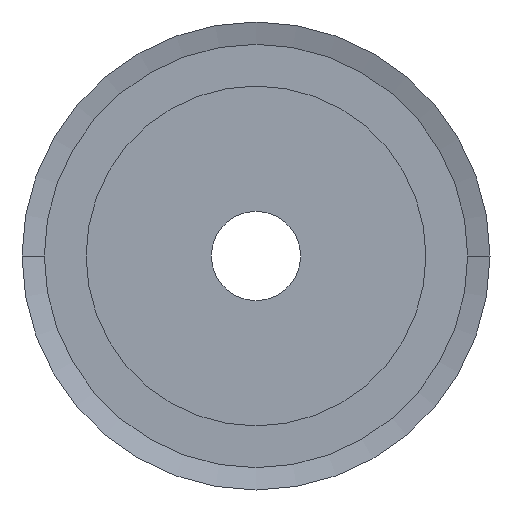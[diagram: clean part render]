
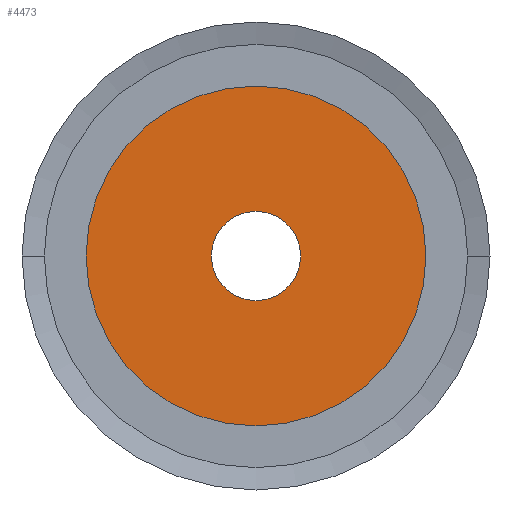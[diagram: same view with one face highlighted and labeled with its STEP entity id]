
A CAD part, left-side view. The second image highlights one B-rep face of the part: STEP entity #4473.
In plain terms, the highlighted planar face has unit normal (-1, 0, 0).
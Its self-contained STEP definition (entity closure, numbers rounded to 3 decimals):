
#4428=CARTESIAN_POINT('',(0.,0.,0.));
#4429=DIRECTION('',(1.,0.,0.));
#4430=DIRECTION('',(0.,0.,-1.));
#4431=AXIS2_PLACEMENT_3D('',#4428,#4429,#4430);
#4432=PLANE('',#4431);
#4433=CARTESIAN_POINT('',(0.,0.,15.25));
#4434=VERTEX_POINT('',#4433);
#4435=CARTESIAN_POINT('',(0.,-0.,-15.25));
#4436=VERTEX_POINT('',#4435);
#4437=CARTESIAN_POINT('',(0.,0.,0.));
#4438=DIRECTION('',(1.,0.,0.));
#4439=DIRECTION('',(0.,0.,-1.));
#4440=AXIS2_PLACEMENT_3D('',#4437,#4438,#4439);
#4441=CIRCLE('',#4440,15.25);
#4442=EDGE_CURVE('',#4434,#4436,#4441,.T.);
#4443=ORIENTED_EDGE('',*,*,#4442,.F.);
#4444=CARTESIAN_POINT('',(0.,0.,0.));
#4445=DIRECTION('',(1.,0.,0.));
#4446=DIRECTION('',(0.,0.,-1.));
#4447=AXIS2_PLACEMENT_3D('',#4444,#4445,#4446);
#4448=CIRCLE('',#4447,15.25);
#4449=EDGE_CURVE('',#4436,#4434,#4448,.T.);
#4450=ORIENTED_EDGE('',*,*,#4449,.F.);
#4451=EDGE_LOOP('',(#4443,#4450));
#4452=FACE_BOUND('',#4451,.T.);
#4453=CARTESIAN_POINT('',(0.,-0.,-4.));
#4454=VERTEX_POINT('',#4453);
#4455=CARTESIAN_POINT('',(0.,0.,4.));
#4456=VERTEX_POINT('',#4455);
#4457=CARTESIAN_POINT('',(0.,0.,0.));
#4458=DIRECTION('',(1.,0.,0.));
#4459=DIRECTION('',(0.,0.,-1.));
#4460=AXIS2_PLACEMENT_3D('',#4457,#4458,#4459);
#4461=CIRCLE('',#4460,4.);
#4462=EDGE_CURVE('',#4454,#4456,#4461,.T.);
#4463=ORIENTED_EDGE('',*,*,#4462,.T.);
#4464=CARTESIAN_POINT('',(0.,0.,0.));
#4465=DIRECTION('',(1.,0.,0.));
#4466=DIRECTION('',(0.,0.,-1.));
#4467=AXIS2_PLACEMENT_3D('',#4464,#4465,#4466);
#4468=CIRCLE('',#4467,4.);
#4469=EDGE_CURVE('',#4456,#4454,#4468,.T.);
#4470=ORIENTED_EDGE('',*,*,#4469,.T.);
#4471=EDGE_LOOP('',(#4463,#4470));
#4472=FACE_BOUND('',#4471,.T.);
#4473=ADVANCED_FACE('',(#4452,#4472),#4432,.F.);
